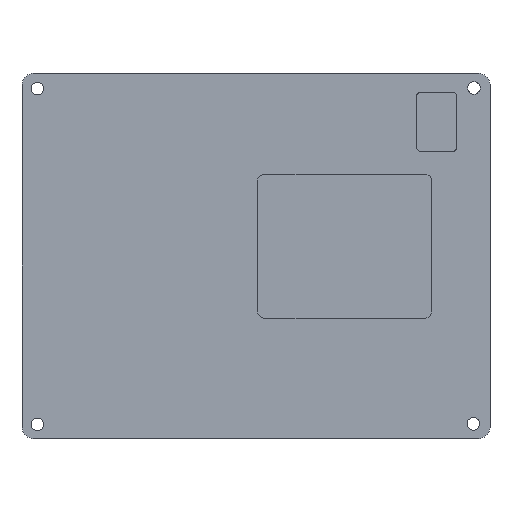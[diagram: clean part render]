
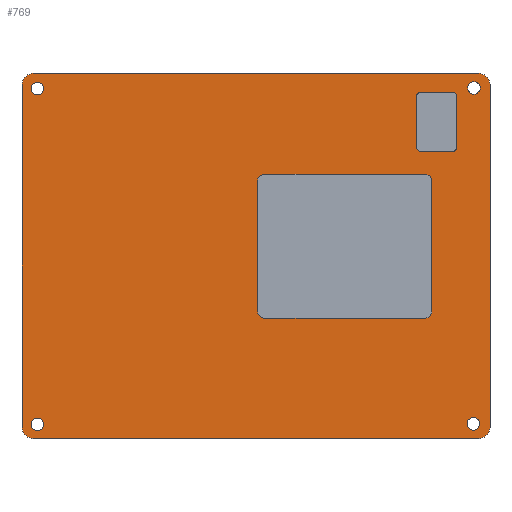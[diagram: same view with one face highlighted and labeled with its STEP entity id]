
A CAD part, top view. The second image highlights one B-rep face of the part: STEP entity #769.
In plain terms, the highlighted planar face has unit normal (0, 0, 1).
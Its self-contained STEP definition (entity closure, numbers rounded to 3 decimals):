
#15=FACE_BOUND('',#116,.T.);
#16=FACE_BOUND('',#117,.T.);
#17=FACE_BOUND('',#118,.T.);
#18=FACE_BOUND('',#119,.T.);
#19=FACE_BOUND('',#120,.T.);
#20=FACE_BOUND('',#121,.T.);
#38=PLANE('',#841);
#67=FACE_OUTER_BOUND('',#115,.T.);
#115=EDGE_LOOP('',(#547,#548,#549,#550,#551,#552,#553,#554));
#116=EDGE_LOOP('',(#555,#556,#557,#558,#559,#560,#561,#562));
#117=EDGE_LOOP('',(#563,#564,#565,#566,#567,#568,#569,#570));
#118=EDGE_LOOP('',(#571));
#119=EDGE_LOOP('',(#572));
#120=EDGE_LOOP('',(#573));
#121=EDGE_LOOP('',(#574));
#177=LINE('',#1211,#237);
#180=LINE('',#1217,#240);
#181=LINE('',#1221,#241);
#182=LINE('',#1225,#242);
#183=LINE('',#1229,#243);
#184=LINE('',#1233,#244);
#185=LINE('',#1237,#245);
#186=LINE('',#1241,#246);
#187=LINE('',#1245,#247);
#188=LINE('',#1249,#248);
#189=LINE('',#1253,#249);
#190=LINE('',#1257,#250);
#237=VECTOR('',#965,10.);
#240=VECTOR('',#970,10.);
#241=VECTOR('',#973,10.);
#242=VECTOR('',#976,10.);
#243=VECTOR('',#979,10.);
#244=VECTOR('',#982,10.);
#245=VECTOR('',#985,10.);
#246=VECTOR('',#988,10.);
#247=VECTOR('',#991,10.);
#248=VECTOR('',#994,10.);
#249=VECTOR('',#997,10.);
#250=VECTOR('',#1000,10.);
#300=CIRCLE('',#839,3.);
#301=CIRCLE('',#842,3.);
#302=CIRCLE('',#843,3.);
#303=CIRCLE('',#844,3.);
#304=CIRCLE('',#845,2.);
#305=CIRCLE('',#846,2.);
#306=CIRCLE('',#847,2.);
#307=CIRCLE('',#848,2.);
#308=CIRCLE('',#849,1.);
#309=CIRCLE('',#850,1.);
#310=CIRCLE('',#851,1.);
#311=CIRCLE('',#852,1.);
#312=CIRCLE('',#853,1.65);
#313=CIRCLE('',#854,1.65);
#314=CIRCLE('',#855,1.65);
#315=CIRCLE('',#856,1.65);
#349=VERTEX_POINT('',#1204);
#350=VERTEX_POINT('',#1206);
#351=VERTEX_POINT('',#1210);
#353=VERTEX_POINT('',#1216);
#354=VERTEX_POINT('',#1218);
#355=VERTEX_POINT('',#1220);
#356=VERTEX_POINT('',#1222);
#357=VERTEX_POINT('',#1224);
#358=VERTEX_POINT('',#1227);
#359=VERTEX_POINT('',#1228);
#360=VERTEX_POINT('',#1230);
#361=VERTEX_POINT('',#1232);
#362=VERTEX_POINT('',#1234);
#363=VERTEX_POINT('',#1236);
#364=VERTEX_POINT('',#1238);
#365=VERTEX_POINT('',#1240);
#366=VERTEX_POINT('',#1243);
#367=VERTEX_POINT('',#1244);
#368=VERTEX_POINT('',#1246);
#369=VERTEX_POINT('',#1248);
#370=VERTEX_POINT('',#1250);
#371=VERTEX_POINT('',#1252);
#372=VERTEX_POINT('',#1254);
#373=VERTEX_POINT('',#1256);
#374=VERTEX_POINT('',#1259);
#375=VERTEX_POINT('',#1261);
#376=VERTEX_POINT('',#1263);
#377=VERTEX_POINT('',#1265);
#425=EDGE_CURVE('',#349,#350,#300,.T.);
#427=EDGE_CURVE('',#350,#351,#177,.F.);
#430=EDGE_CURVE('',#353,#349,#180,.F.);
#431=EDGE_CURVE('',#354,#353,#301,.T.);
#432=EDGE_CURVE('',#355,#354,#181,.F.);
#433=EDGE_CURVE('',#356,#355,#302,.T.);
#434=EDGE_CURVE('',#357,#356,#182,.F.);
#435=EDGE_CURVE('',#351,#357,#303,.T.);
#436=EDGE_CURVE('',#358,#359,#183,.F.);
#437=EDGE_CURVE('',#360,#359,#304,.T.);
#438=EDGE_CURVE('',#360,#361,#184,.F.);
#439=EDGE_CURVE('',#362,#361,#305,.T.);
#440=EDGE_CURVE('',#362,#363,#185,.F.);
#441=EDGE_CURVE('',#364,#363,#306,.T.);
#442=EDGE_CURVE('',#364,#365,#186,.F.);
#443=EDGE_CURVE('',#358,#365,#307,.T.);
#444=EDGE_CURVE('',#366,#367,#187,.F.);
#445=EDGE_CURVE('',#368,#367,#308,.T.);
#446=EDGE_CURVE('',#368,#369,#188,.F.);
#447=EDGE_CURVE('',#370,#369,#309,.T.);
#448=EDGE_CURVE('',#370,#371,#189,.F.);
#449=EDGE_CURVE('',#372,#371,#310,.T.);
#450=EDGE_CURVE('',#372,#373,#190,.F.);
#451=EDGE_CURVE('',#366,#373,#311,.T.);
#452=EDGE_CURVE('',#374,#374,#312,.F.);
#453=EDGE_CURVE('',#375,#375,#313,.F.);
#454=EDGE_CURVE('',#376,#376,#314,.F.);
#455=EDGE_CURVE('',#377,#377,#315,.F.);
#547=ORIENTED_EDGE('',*,*,#425,.F.);
#548=ORIENTED_EDGE('',*,*,#430,.F.);
#549=ORIENTED_EDGE('',*,*,#431,.F.);
#550=ORIENTED_EDGE('',*,*,#432,.F.);
#551=ORIENTED_EDGE('',*,*,#433,.F.);
#552=ORIENTED_EDGE('',*,*,#434,.F.);
#553=ORIENTED_EDGE('',*,*,#435,.F.);
#554=ORIENTED_EDGE('',*,*,#427,.F.);
#555=ORIENTED_EDGE('',*,*,#436,.T.);
#556=ORIENTED_EDGE('',*,*,#437,.F.);
#557=ORIENTED_EDGE('',*,*,#438,.T.);
#558=ORIENTED_EDGE('',*,*,#439,.F.);
#559=ORIENTED_EDGE('',*,*,#440,.T.);
#560=ORIENTED_EDGE('',*,*,#441,.F.);
#561=ORIENTED_EDGE('',*,*,#442,.T.);
#562=ORIENTED_EDGE('',*,*,#443,.F.);
#563=ORIENTED_EDGE('',*,*,#444,.T.);
#564=ORIENTED_EDGE('',*,*,#445,.F.);
#565=ORIENTED_EDGE('',*,*,#446,.T.);
#566=ORIENTED_EDGE('',*,*,#447,.F.);
#567=ORIENTED_EDGE('',*,*,#448,.T.);
#568=ORIENTED_EDGE('',*,*,#449,.F.);
#569=ORIENTED_EDGE('',*,*,#450,.T.);
#570=ORIENTED_EDGE('',*,*,#451,.F.);
#571=ORIENTED_EDGE('',*,*,#452,.T.);
#572=ORIENTED_EDGE('',*,*,#453,.T.);
#573=ORIENTED_EDGE('',*,*,#454,.T.);
#574=ORIENTED_EDGE('',*,*,#455,.T.);
#769=ADVANCED_FACE('',(#67,#15,#16,#17,#18,#19,#20),#38,.F.);
#839=AXIS2_PLACEMENT_3D('',#1207,#960,#961);
#841=AXIS2_PLACEMENT_3D('',#1215,#968,#969);
#842=AXIS2_PLACEMENT_3D('',#1219,#971,#972);
#843=AXIS2_PLACEMENT_3D('',#1223,#974,#975);
#844=AXIS2_PLACEMENT_3D('',#1226,#977,#978);
#845=AXIS2_PLACEMENT_3D('',#1231,#980,#981);
#846=AXIS2_PLACEMENT_3D('',#1235,#983,#984);
#847=AXIS2_PLACEMENT_3D('',#1239,#986,#987);
#848=AXIS2_PLACEMENT_3D('',#1242,#989,#990);
#849=AXIS2_PLACEMENT_3D('',#1247,#992,#993);
#850=AXIS2_PLACEMENT_3D('',#1251,#995,#996);
#851=AXIS2_PLACEMENT_3D('',#1255,#998,#999);
#852=AXIS2_PLACEMENT_3D('',#1258,#1001,#1002);
#853=AXIS2_PLACEMENT_3D('',#1260,#1003,#1004);
#854=AXIS2_PLACEMENT_3D('',#1262,#1005,#1006);
#855=AXIS2_PLACEMENT_3D('',#1264,#1007,#1008);
#856=AXIS2_PLACEMENT_3D('',#1266,#1009,#1010);
#960=DIRECTION('center_axis',(0.,0.,-1.));
#961=DIRECTION('ref_axis',(0.707,-0.707,0.));
#965=DIRECTION('',(1.,0.,0.));
#968=DIRECTION('center_axis',(0.,0.,-1.));
#969=DIRECTION('ref_axis',(1.,0.,0.));
#970=DIRECTION('',(0.,1.,0.));
#971=DIRECTION('center_axis',(0.,0.,-1.));
#972=DIRECTION('ref_axis',(0.707,0.707,0.));
#973=DIRECTION('',(-1.,0.,0.));
#974=DIRECTION('center_axis',(0.,0.,-1.));
#975=DIRECTION('ref_axis',(-0.707,0.707,0.));
#976=DIRECTION('',(0.,-1.,0.));
#977=DIRECTION('center_axis',(0.,0.,-1.));
#978=DIRECTION('ref_axis',(-0.707,-0.707,0.));
#979=DIRECTION('',(0.,-1.,0.));
#980=DIRECTION('center_axis',(0.,0.,1.));
#981=DIRECTION('ref_axis',(-0.707,0.707,0.));
#982=DIRECTION('',(-1.,0.,0.));
#983=DIRECTION('center_axis',(0.,0.,1.));
#984=DIRECTION('ref_axis',(0.707,0.707,0.));
#985=DIRECTION('',(0.,1.,0.));
#986=DIRECTION('center_axis',(0.,0.,1.));
#987=DIRECTION('ref_axis',(0.707,-0.707,0.));
#988=DIRECTION('',(1.,0.,0.));
#989=DIRECTION('center_axis',(0.,0.,1.));
#990=DIRECTION('ref_axis',(-0.707,-0.707,0.));
#991=DIRECTION('',(0.,1.,0.));
#992=DIRECTION('center_axis',(0.,0.,1.));
#993=DIRECTION('ref_axis',(0.707,-0.707,0.));
#994=DIRECTION('',(1.,0.,0.));
#995=DIRECTION('center_axis',(0.,0.,1.));
#996=DIRECTION('ref_axis',(-0.707,-0.707,0.));
#997=DIRECTION('',(0.,-1.,0.));
#998=DIRECTION('center_axis',(0.,0.,1.));
#999=DIRECTION('ref_axis',(-0.707,0.707,0.));
#1000=DIRECTION('',(-1.,0.,0.));
#1001=DIRECTION('center_axis',(0.,0.,1.));
#1002=DIRECTION('ref_axis',(0.707,0.707,0.));
#1003=DIRECTION('center_axis',(0.,0.,1.));
#1004=DIRECTION('ref_axis',(-1.,0.,0.));
#1005=DIRECTION('center_axis',(0.,0.,1.));
#1006=DIRECTION('ref_axis',(-1.,0.,0.));
#1007=DIRECTION('center_axis',(0.,0.,1.));
#1008=DIRECTION('ref_axis',(-1.,0.,0.));
#1009=DIRECTION('center_axis',(0.,0.,1.));
#1010=DIRECTION('ref_axis',(-1.,0.,0.));
#1204=CARTESIAN_POINT('',(215.3,-173.2,-4.4));
#1206=CARTESIAN_POINT('',(212.3,-176.2,-4.4));
#1207=CARTESIAN_POINT('Origin',(212.3,-173.2,-4.4));
#1210=CARTESIAN_POINT('',(95.,-176.2,-4.4));
#1211=CARTESIAN_POINT('',(182.1,-176.2,-4.4));
#1215=CARTESIAN_POINT('Origin',(153.4,-128.1,-4.4));
#1216=CARTESIAN_POINT('',(215.3,-83.,-4.4));
#1217=CARTESIAN_POINT('',(215.3,-106.1,-4.4));
#1218=CARTESIAN_POINT('',(212.3,-80.,-4.4));
#1219=CARTESIAN_POINT('Origin',(212.3,-83.,-4.4));
#1220=CARTESIAN_POINT('',(95.,-80.,-4.4));
#1221=CARTESIAN_POINT('',(124.7,-80.,-4.4));
#1222=CARTESIAN_POINT('',(92.,-83.,-4.4));
#1223=CARTESIAN_POINT('Origin',(95.,-83.,-4.4));
#1224=CARTESIAN_POINT('',(92.,-173.2,-4.4));
#1225=CARTESIAN_POINT('',(92.,-150.1,-4.4));
#1226=CARTESIAN_POINT('Origin',(95.,-173.2,-4.4));
#1227=CARTESIAN_POINT('',(154.,-142.5,-4.4));
#1228=CARTESIAN_POINT('',(154.,-108.5,-4.4));
#1229=CARTESIAN_POINT('',(154.,-139.3,-4.4));
#1230=CARTESIAN_POINT('',(156.,-106.5,-4.4));
#1231=CARTESIAN_POINT('Origin',(156.,-108.5,-4.4));
#1232=CARTESIAN_POINT('',(198.,-106.5,-4.4));
#1233=CARTESIAN_POINT('',(155.2,-106.5,-4.4));
#1234=CARTESIAN_POINT('',(200.,-108.5,-4.4));
#1235=CARTESIAN_POINT('Origin',(198.,-108.5,-4.4));
#1236=CARTESIAN_POINT('',(200.,-142.5,-4.4));
#1237=CARTESIAN_POINT('',(200.,-121.8,-4.4));
#1238=CARTESIAN_POINT('',(198.,-144.5,-4.4));
#1239=CARTESIAN_POINT('Origin',(198.,-142.5,-4.4));
#1240=CARTESIAN_POINT('',(156.,-144.5,-4.4));
#1241=CARTESIAN_POINT('',(175.2,-144.5,-4.4));
#1242=CARTESIAN_POINT('Origin',(156.,-142.5,-4.4));
#1243=CARTESIAN_POINT('',(206.5,-86.,-4.4));
#1244=CARTESIAN_POINT('',(206.5,-99.5,-4.4));
#1245=CARTESIAN_POINT('',(206.5,-107.05,-4.4));
#1246=CARTESIAN_POINT('',(205.5,-100.5,-4.4));
#1247=CARTESIAN_POINT('Origin',(205.5,-99.5,-4.4));
#1248=CARTESIAN_POINT('',(197.,-100.5,-4.4));
#1249=CARTESIAN_POINT('',(179.45,-100.5,-4.4));
#1250=CARTESIAN_POINT('',(196.,-99.5,-4.4));
#1251=CARTESIAN_POINT('Origin',(197.,-99.5,-4.4));
#1252=CARTESIAN_POINT('',(196.,-86.,-4.4));
#1253=CARTESIAN_POINT('',(196.,-113.8,-4.4));
#1254=CARTESIAN_POINT('',(197.,-85.,-4.4));
#1255=CARTESIAN_POINT('Origin',(197.,-86.,-4.4));
#1256=CARTESIAN_POINT('',(205.5,-85.,-4.4));
#1257=CARTESIAN_POINT('',(175.2,-85.,-4.4));
#1258=CARTESIAN_POINT('Origin',(205.5,-86.,-4.4));
#1259=CARTESIAN_POINT('',(97.682,-172.468,-4.4));
#1260=CARTESIAN_POINT('Origin',(96.032,-172.468,-4.4));
#1261=CARTESIAN_POINT('',(97.689,-84.031,-4.4));
#1262=CARTESIAN_POINT('Origin',(96.039,-84.031,-4.4));
#1263=CARTESIAN_POINT('',(212.718,-83.832,-4.4));
#1264=CARTESIAN_POINT('Origin',(211.068,-83.832,-4.4));
#1265=CARTESIAN_POINT('',(212.56,-172.324,-4.4));
#1266=CARTESIAN_POINT('Origin',(210.91,-172.324,-4.4));
